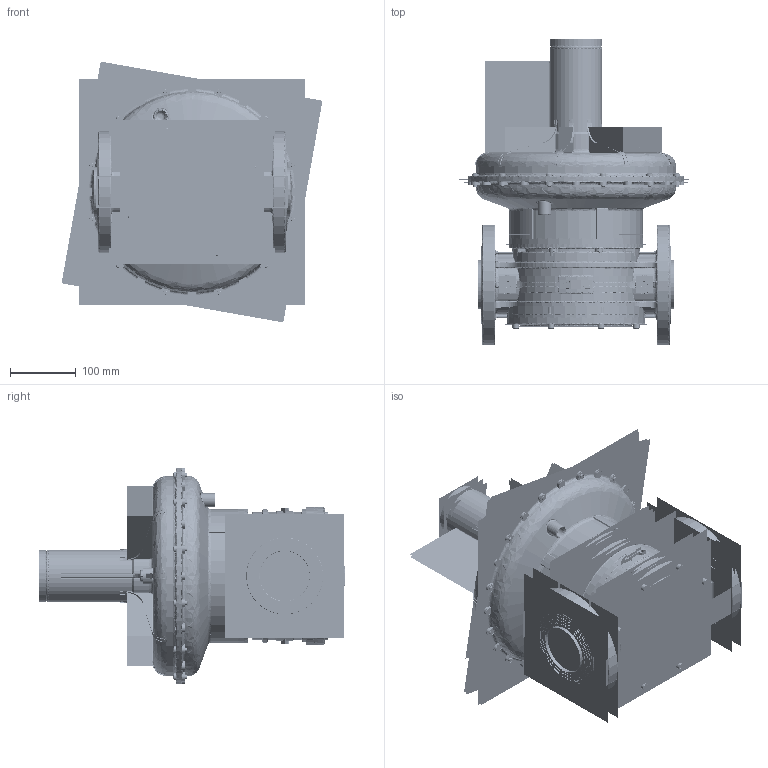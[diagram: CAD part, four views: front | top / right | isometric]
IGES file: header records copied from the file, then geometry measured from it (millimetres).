
Start section:  PTC IGES file: FC08.igs
Global section: file name: FC08.igs; native system: Creo Parametric by Parametric Technology Corporation; preprocessor: 2012130; author: Matteo Bolognesi; organization: Unknown; date: 20140328.170609; units: millimetre
Bounding box: 397.58 x 467.44 x 397.58 mm (x, y, z)
Surface area: 10878857.8 mm2 (no closed solid volume)
Topology: 0 solids, 0 shells, 8219 faces, 106619 edges, 140056 vertices
Faces by surface type: revolution 5069, bspline 3150
